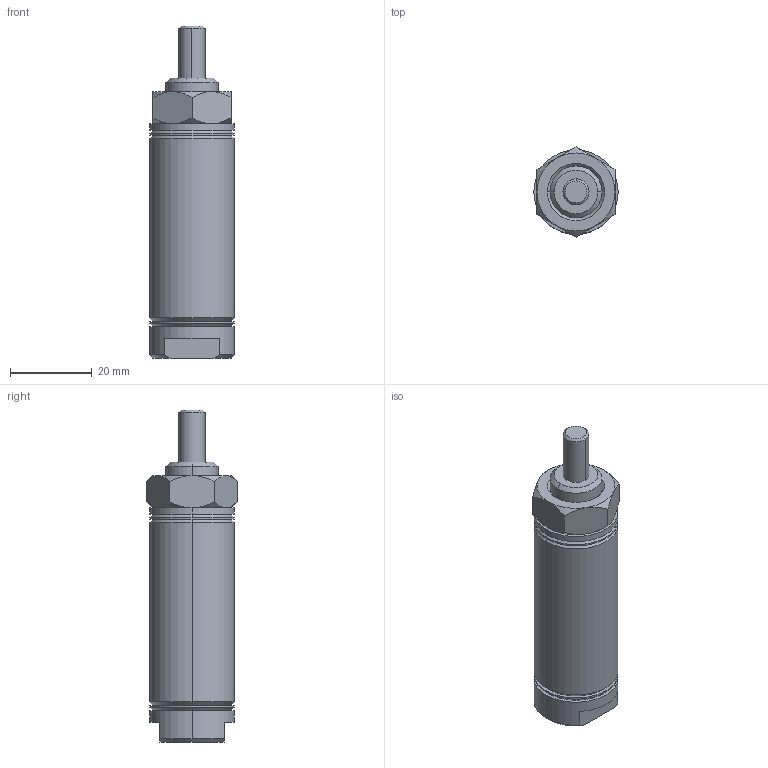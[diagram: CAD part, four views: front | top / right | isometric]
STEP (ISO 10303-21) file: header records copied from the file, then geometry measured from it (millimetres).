
FILE_DESCRIPTION (( 'STEP AP214' ), '1' );
FILE_NAME ('A12005SN.step', '2017-04-04T20:48:34', ( '' ), ( '' ), 'SwSTEP 2.0', 'SolidWorks 2017', '' );
FILE_SCHEMA (( 'AUTOMOTIVE_DESIGN' ));
Length unit declared in the file: inch
Products named in the file (4): A12005SN_Mounting Nut_D-98; A12005SN-Rod; A12005SN-MainBody; A12005SN
Assembly tree (3 placements, depth 2):
  A12005SN
    A12005SN-MainBody
    A12005SN-Rod
    A12005SN_Mounting Nut_D-98
Bounding box: 20.57 x 22 x 81.03 mm (x, y, z)
Volume: 17639.4 mm3; surface area: 11464.7 mm2
Topology: 3 solids, 3 shells, 82 faces, 172 edges, 105 vertices
Faces by surface type: cone 33, plane 25, cylinder 24
Entity records: 2497 total; most frequent: CARTESIAN_POINT 545, DIRECTION 407, ORIENTED_EDGE 344, AXIS2_PLACEMENT_3D 175, EDGE_CURVE 172, VERTEX_POINT 105, EDGE_LOOP 95, CIRCLE 87
